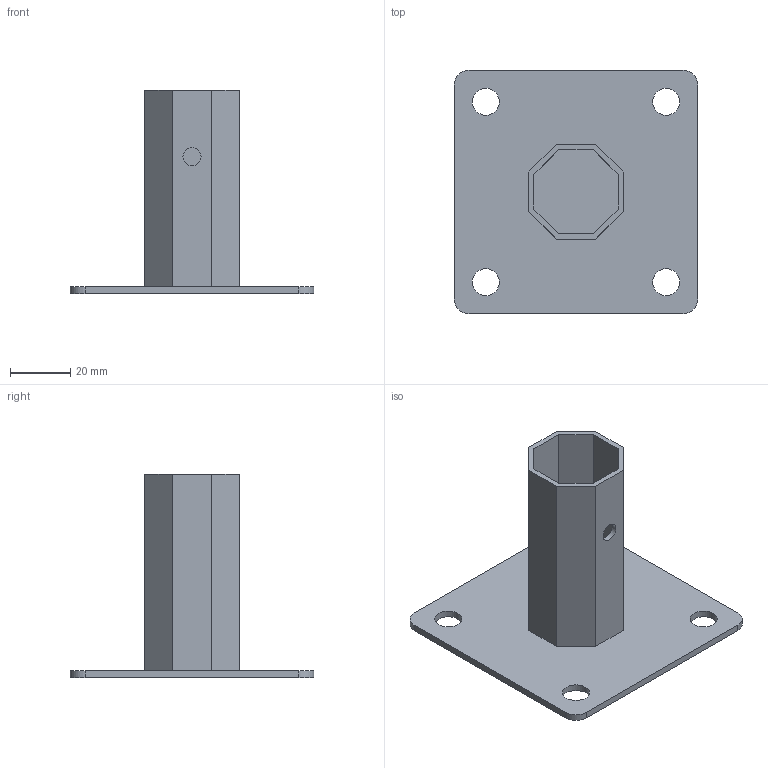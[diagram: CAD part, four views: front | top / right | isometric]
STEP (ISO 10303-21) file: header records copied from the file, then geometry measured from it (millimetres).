
FILE_DESCRIPTION(/* description */ ('Patka'),/* implementation_level */ '2;1');
FILE_NAME(/* name */ '540000.stp',/* time_stamp */ '2020-12-11T10:09:24+01:00',/* author */ ('veronika.franceova'),/* organization */ ('Alutec K&K'),/* preprocessor_version */ 'ST-DEVELOPER v18.1',/* originating_system */ 'Autodesk Inventor 2021',/* authorisation */ '');
FILE_SCHEMA (('AUTOMOTIVE_DESIGN { 1 0 10303 214 3 1 1 }'));
Length unit declared in the file: millimetre
Products named in the file (1): -
Bounding box: 81 x 81 x 67.5 mm (x, y, z)
Volume: 25654.5 mm3; surface area: 26387.4 mm2
Topology: 1 solids, 1 shells, 33 faces, 87 edges, 58 vertices
Faces by surface type: plane 24, cylinder 9
Full cylindrical faces by diameter (mm): 6 x1, 9 x4
Entity records: 1080 total; most frequent: CARTESIAN_POINT 179, ORIENTED_EDGE 174, DIRECTION 173, EDGE_CURVE 87, LINE 69, VECTOR 69, VERTEX_POINT 58, AXIS2_PLACEMENT_3D 52
